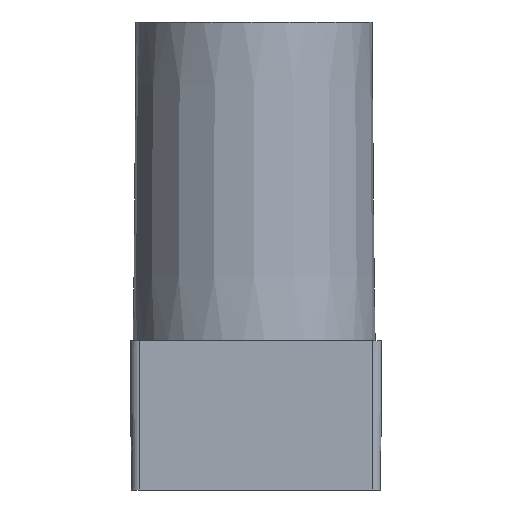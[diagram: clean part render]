
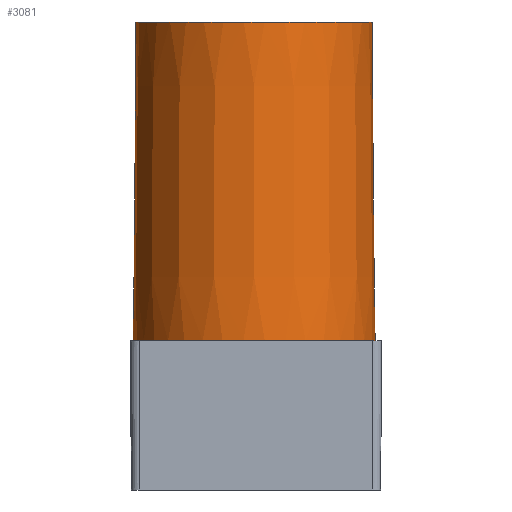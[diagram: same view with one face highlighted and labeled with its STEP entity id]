
A CAD part, left-side view. The second image highlights one B-rep face of the part: STEP entity #3081.
In plain terms, the highlighted conical face has half-angle 0.5 degrees and reference radius 9.461 mm.
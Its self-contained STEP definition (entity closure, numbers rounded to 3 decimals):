
#323=LINE('',#5199,#563);
#326=LINE('',#5213,#566);
#563=VECTOR('',#4014,1000.);
#566=VECTOR('',#4031,1000.);
#742=FACE_OUTER_BOUND('',#946,.T.);
#946=EDGE_LOOP('',(#2365,#2366,#2367,#2368));
#1161=CIRCLE('',#3322,9.462);
#1197=CIRCLE('',#3370,9.683);
#1429=VERTEX_POINT('',#4945);
#1430=VERTEX_POINT('',#4947);
#1503=VERTEX_POINT('',#5192);
#1504=VERTEX_POINT('',#5194);
#1742=EDGE_CURVE('',#1430,#1429,#1161,.T.);
#1835=EDGE_CURVE('',#1504,#1503,#1197,.T.);
#1838=EDGE_CURVE('',#1504,#1430,#323,.T.);
#1845=EDGE_CURVE('',#1503,#1429,#326,.T.);
#2365=ORIENTED_EDGE('',*,*,#1742,.F.);
#2366=ORIENTED_EDGE('',*,*,#1838,.F.);
#2367=ORIENTED_EDGE('',*,*,#1835,.T.);
#2368=ORIENTED_EDGE('',*,*,#1845,.T.);
#2997=CONICAL_SURFACE('',#3382,9.462,0.009);
#3081=ADVANCED_FACE('',(#742),#2997,.T.);
#3322=AXIS2_PLACEMENT_3D('',#4949,#3861,#3862);
#3370=AXIS2_PLACEMENT_3D('',#5195,#4006,#4007);
#3382=AXIS2_PLACEMENT_3D('',#5215,#4034,#4035);
#3861=DIRECTION('center_axis',(0.,0.,1.));
#3862=DIRECTION('ref_axis',(1.,0.,0.));
#4006=DIRECTION('center_axis',(0.,0.,1.));
#4007=DIRECTION('ref_axis',(1.,0.,0.));
#4014=DIRECTION('',(-0.006,-0.006,1.));
#4031=DIRECTION('',(-0.006,0.006,1.));
#4034=DIRECTION('center_axis',(0.,0.,-1.));
#4035=DIRECTION('ref_axis',(1.,0.,0.));
#4945=CARTESIAN_POINT('',(16.433,3.536,37.313));
#4947=CARTESIAN_POINT('',(16.433,16.835,37.313));
#4949=CARTESIAN_POINT('Origin',(9.703,10.185,37.313));
#5192=CARTESIAN_POINT('',(16.591,3.38,11.913));
#5194=CARTESIAN_POINT('',(16.591,16.991,11.913));
#5195=CARTESIAN_POINT('Origin',(9.703,10.185,11.913));
#5199=CARTESIAN_POINT('',(16.433,16.835,37.313));
#5213=CARTESIAN_POINT('',(16.433,3.536,37.313));
#5215=CARTESIAN_POINT('Origin',(9.703,10.185,37.313));
